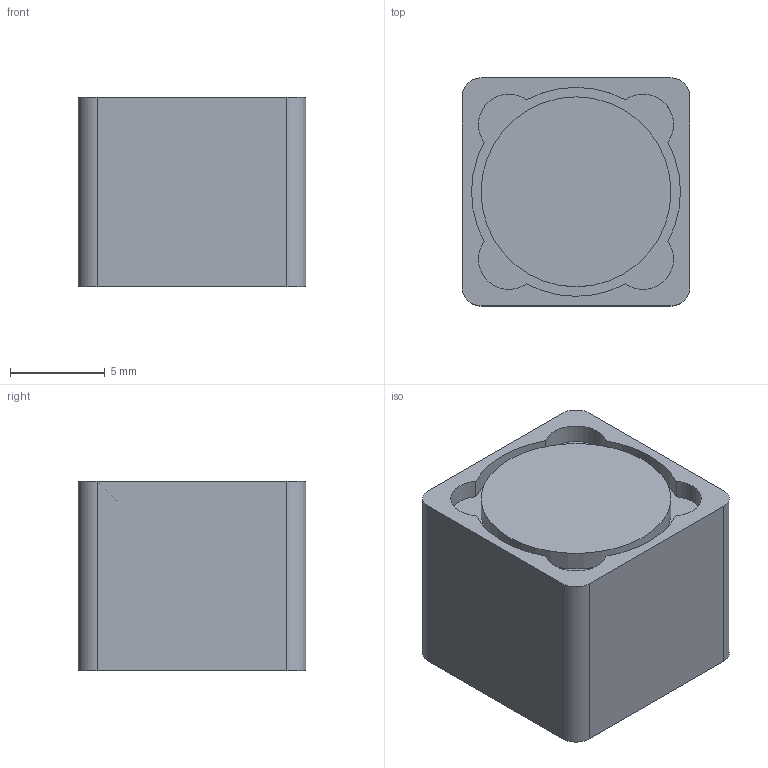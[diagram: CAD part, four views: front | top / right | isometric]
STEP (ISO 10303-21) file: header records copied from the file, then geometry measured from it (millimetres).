
FILE_DESCRIPTION(('FreeCAD Model'),'2;1');
FILE_NAME('Coil_SMD_12x10.step','2021-02-15T15:31:39',('Author'),(''), 'Open CASCADE STEP processor 7.3','FreeCAD','Unknown');
FILE_SCHEMA(('AUTOMOTIVE_DESIGN { 1 0 10303 214 1 1 1 1 }'));
Length unit declared in the file: millimetre
Products named in the file (1): Coil_SMD_12x10
Bounding box: 12 x 12 x 10 mm (x, y, z)
Volume: 1404.2 mm3; surface area: 820.3 mm2
Topology: 1 solids, 1 shells, 21 faces, 51 edges, 34 vertices
Faces by surface type: cylinder 13, plane 8
Full cylindrical faces by diameter (mm): 10 x1
Entity records: 1327 total; most frequent: CARTESIAN_POINT 233, DIRECTION 219, ORIENTED_EDGE 102, PCURVE 102, DEFINITIONAL_REPRESENTATION 102, LINE 101, VECTOR 101, EDGE_CURVE 51
